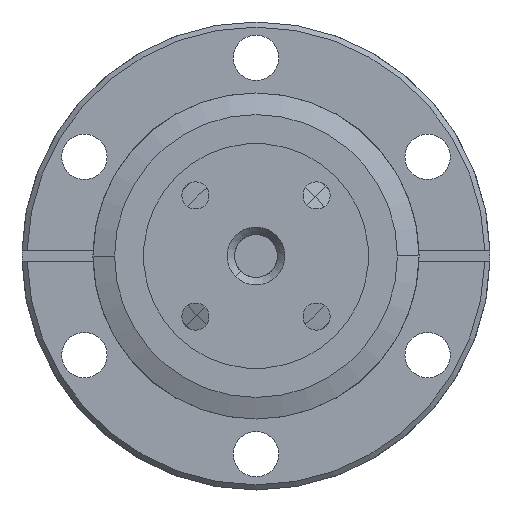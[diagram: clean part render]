
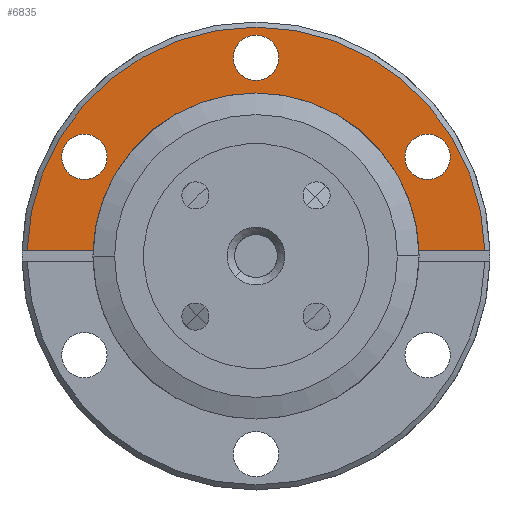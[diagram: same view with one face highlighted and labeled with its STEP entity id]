
A CAD part, front view. The second image highlights one B-rep face of the part: STEP entity #6835.
In plain terms, the highlighted planar face has unit normal (0, -1, 0).
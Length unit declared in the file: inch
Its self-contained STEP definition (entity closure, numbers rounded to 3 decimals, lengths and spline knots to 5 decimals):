
#1582 = CARTESIAN_POINT ( 'NONE',  ( -1.33466, 0., 0.03 ) ) ;
#3280 = CARTESIAN_POINT ( 'NONE',  ( 1.33466, 0., 0.03 ) ) ;
#3531 = CARTESIAN_POINT ( 'NONE',  ( 0.95053, 0., 0.03 ) ) ;
#3537 = CARTESIAN_POINT ( 'NONE',  ( 0., 0., 1.0235 ) ) ;
#3538 = CARTESIAN_POINT ( 'NONE',  ( 1.00113, 0., 0.7105 ) ) ;
#3543 = CARTESIAN_POINT ( 'NONE',  ( 0., 0., 1.2885 ) ) ;
#3557 = CARTESIAN_POINT ( 'NONE',  ( -1.00113, 0., 0.7105 ) ) ;
#3563 = CARTESIAN_POINT ( 'NONE',  ( 1.00113, 0., 0.4455 ) ) ;
#3569 = CARTESIAN_POINT ( 'NONE',  ( -1.00113, 0., 0.4455 ) ) ;
#3585 = CARTESIAN_POINT ( 'NONE',  ( -0.95053, 0., 0.03 ) ) ;
#3589 = VERTEX_POINT ( 'NONE', #3569 ) ;
#3612 = VERTEX_POINT ( 'NONE', #3585 ) ;
#3626 = VERTEX_POINT ( 'NONE', #3557 ) ;
#3631 = VERTEX_POINT ( 'NONE', #3563 ) ;
#3641 = VERTEX_POINT ( 'NONE', #3537 ) ;
#3642 = VERTEX_POINT ( 'NONE', #3538 ) ;
#3647 = VERTEX_POINT ( 'NONE', #3543 ) ;
#3659 = VERTEX_POINT ( 'NONE', #3531 ) ;
#3962 = VERTEX_POINT ( 'NONE', #3280 ) ;
#5980 = AXIS2_PLACEMENT_3D ( 'NONE', #12545, #12541, #12540 ) ;
#6835 = ADVANCED_FACE ( 'NONE', ( #9444, #9415, #9374, #9378 ), #18942, .F. ) ;
#8889 = CIRCLE ( 'NONE', #25792, 1.335 ) ;
#8892 = CIRCLE ( 'NONE', #25793, 0.1325 ) ;
#8933 = CIRCLE ( 'NONE', #25811, 0.1325 ) ;
#8936 = CIRCLE ( 'NONE', #25812, 0.1325 ) ;
#8946 = CIRCLE ( 'NONE', #25819, 0.1325 ) ;
#9003 = CIRCLE ( 'NONE', #25846, 0.1325 ) ;
#9144 = CIRCLE ( 'NONE', #5980, 0.1325 ) ;
#9188 = LINE ( 'NONE', #20866, #9192 ) ;
#9192 = VECTOR ( 'NONE', #20865, 39.37008 ) ;
#9248 = CIRCLE ( 'NONE', #19811, 0.951 ) ;
#9374 = FACE_OUTER_BOUND ( 'NONE', #12005, .T. ) ;
#9378 = FACE_BOUND ( 'NONE', #14385, .T. ) ;
#9415 = FACE_BOUND ( 'NONE', #11997, .T. ) ;
#9444 = FACE_BOUND ( 'NONE', #11994, .T. ) ;
#11994 = EDGE_LOOP ( 'NONE', ( #17941, #17705 ) ) ;
#11997 = EDGE_LOOP ( 'NONE', ( #17477, #17692 ) ) ;
#12005 = EDGE_LOOP ( 'NONE', ( #17663, #14254, #17732, #14112 ) ) ;
#12212 = DIRECTION ( 'NONE',  ( -1., 0., 0. ) ) ;
#12213 = CARTESIAN_POINT ( 'NONE',  ( -1.38335, 0., 0.03 ) ) ;
#12540 = DIRECTION ( 'NONE',  ( 0., 0., -1. ) ) ;
#12541 = DIRECTION ( 'NONE',  ( 0., -1., 0. ) ) ;
#12545 = CARTESIAN_POINT ( 'NONE',  ( -1.00113, 0., 0.578 ) ) ;
#12631 = DIRECTION ( 'NONE',  ( 0., 0., -1. ) ) ;
#12636 = DIRECTION ( 'NONE',  ( 0., -1., 0. ) ) ;
#12644 = CARTESIAN_POINT ( 'NONE',  ( 0., 0., 1.156 ) ) ;
#12648 = DIRECTION ( 'NONE',  ( 1., 0., 0. ) ) ;
#12651 = DIRECTION ( 'NONE',  ( 0., -1., 0. ) ) ;
#12668 = CARTESIAN_POINT ( 'NONE',  ( 0., 0., 0. ) ) ;
#13038 = AXIS2_PLACEMENT_3D ( 'NONE', #18936, #18813, #18816 ) ;
#13454 = DIRECTION ( 'NONE',  ( 0., 0., -1. ) ) ;
#13457 = DIRECTION ( 'NONE',  ( 0., -1., 0. ) ) ;
#13484 = CARTESIAN_POINT ( 'NONE',  ( -1.00113, 0., 0.578 ) ) ;
#13704 = DIRECTION ( 'NONE',  ( 0., 0., -1. ) ) ;
#13705 = DIRECTION ( 'NONE',  ( 0., -1., 0. ) ) ;
#13732 = CARTESIAN_POINT ( 'NONE',  ( 1.00113, 0., 0.578 ) ) ;
#13747 = DIRECTION ( 'NONE',  ( 0., 0., -1. ) ) ;
#13748 = DIRECTION ( 'NONE',  ( 0., -1., 0. ) ) ;
#13755 = DIRECTION ( 'NONE',  ( 0., 0., -1. ) ) ;
#13758 = DIRECTION ( 'NONE',  ( 0., -1., 0. ) ) ;
#13759 = CARTESIAN_POINT ( 'NONE',  ( 1.00113, 0., 0.578 ) ) ;
#13764 = CARTESIAN_POINT ( 'NONE',  ( 0., 0., 1.156 ) ) ;
#14112 = ORIENTED_EDGE ( 'NONE', *, *, #25109, .F. ) ;
#14254 = ORIENTED_EDGE ( 'NONE', *, *, #25249, .F. ) ;
#14385 = EDGE_LOOP ( 'NONE', ( #17320, #17321 ) ) ;
#14974 = VERTEX_POINT ( 'NONE', #1582 ) ;
#17320 = ORIENTED_EDGE ( 'NONE', *, *, #24970, .F. ) ;
#17321 = ORIENTED_EDGE ( 'NONE', *, *, #25066, .F. ) ;
#17477 = ORIENTED_EDGE ( 'NONE', *, *, #24924, .F. ) ;
#17663 = ORIENTED_EDGE ( 'NONE', *, *, #24888, .T. ) ;
#17692 = ORIENTED_EDGE ( 'NONE', *, *, #24890, .F. ) ;
#17705 = ORIENTED_EDGE ( 'NONE', *, *, #24931, .F. ) ;
#17732 = ORIENTED_EDGE ( 'NONE', *, *, #25162, .F. ) ;
#17941 = ORIENTED_EDGE ( 'NONE', *, *, #24922, .F. ) ;
#18813 = DIRECTION ( 'NONE',  ( 0., 1., 0. ) ) ;
#18816 = DIRECTION ( 'NONE',  ( 1., 0., 0. ) ) ;
#18936 = CARTESIAN_POINT ( 'NONE',  ( 1.365, 0., 0. ) ) ;
#18942 = PLANE ( 'NONE',  #13038 ) ;
#19811 = AXIS2_PLACEMENT_3D ( 'NONE', #20370, #20361, #20360 ) ;
#20360 = DIRECTION ( 'NONE',  ( -1., 0., 0. ) ) ;
#20361 = DIRECTION ( 'NONE',  ( 0., -1., 0. ) ) ;
#20370 = CARTESIAN_POINT ( 'NONE',  ( 0., 0., 0. ) ) ;
#20865 = DIRECTION ( 'NONE',  ( -1., 0., 0. ) ) ;
#20866 = CARTESIAN_POINT ( 'NONE',  ( 1.38335, 0., 0.03 ) ) ;
#24667 = LINE ( 'NONE', #12213, #24668 ) ;
#24668 = VECTOR ( 'NONE', #12212, 39.37008 ) ;
#24888 = EDGE_CURVE ( 'NONE', #3962, #14974, #8889, .T. ) ;
#24890 = EDGE_CURVE ( 'NONE', #3647, #3641, #8892, .T. ) ;
#24922 = EDGE_CURVE ( 'NONE', #3631, #3642, #8933, .T. ) ;
#24924 = EDGE_CURVE ( 'NONE', #3641, #3647, #8936, .T. ) ;
#24931 = EDGE_CURVE ( 'NONE', #3642, #3631, #8946, .T. ) ;
#24970 = EDGE_CURVE ( 'NONE', #3589, #3626, #9003, .T. ) ;
#25066 = EDGE_CURVE ( 'NONE', #3626, #3589, #9144, .T. ) ;
#25109 = EDGE_CURVE ( 'NONE', #3962, #3659, #9188, .T. ) ;
#25162 = EDGE_CURVE ( 'NONE', #3659, #3612, #9248, .T. ) ;
#25249 = EDGE_CURVE ( 'NONE', #3612, #14974, #24667, .T. ) ;
#25792 = AXIS2_PLACEMENT_3D ( 'NONE', #12668, #12651, #12648 ) ;
#25793 = AXIS2_PLACEMENT_3D ( 'NONE', #12644, #12636, #12631 ) ;
#25811 = AXIS2_PLACEMENT_3D ( 'NONE', #13759, #13758, #13755 ) ;
#25812 = AXIS2_PLACEMENT_3D ( 'NONE', #13764, #13748, #13747 ) ;
#25819 = AXIS2_PLACEMENT_3D ( 'NONE', #13732, #13705, #13704 ) ;
#25846 = AXIS2_PLACEMENT_3D ( 'NONE', #13484, #13457, #13454 ) ;
